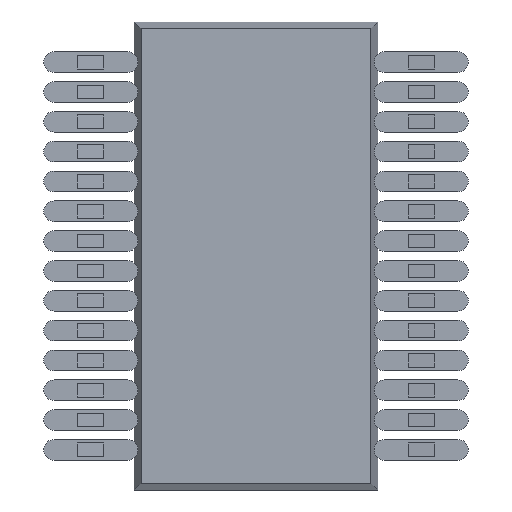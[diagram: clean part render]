
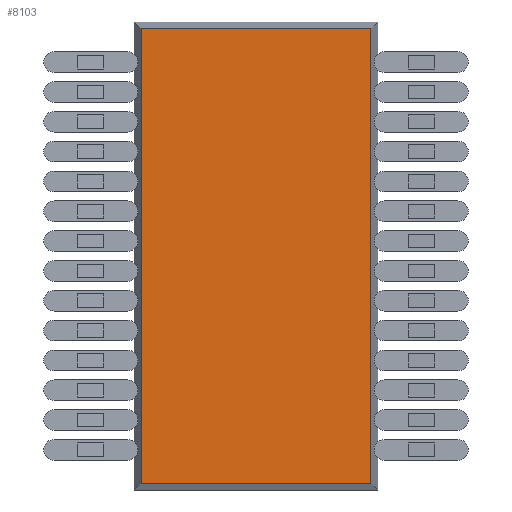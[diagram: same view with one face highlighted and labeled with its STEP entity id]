
A CAD part, front view. The second image highlights one B-rep face of the part: STEP entity #8103.
In plain terms, the highlighted planar face has unit normal (0, -1, 0).
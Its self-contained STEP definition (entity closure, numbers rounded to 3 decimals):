
#2 = DIRECTION ( 'NONE',  ( 0., 0., -1. ) ) ;
#110 = CARTESIAN_POINT ( 'NONE',  ( -2.5, 0.1, 5.1 ) ) ;
#1230 = ORIENTED_EDGE ( 'NONE', *, *, #8119, .F. ) ;
#2495 = LINE ( 'NONE', #17029, #15128 ) ;
#3098 = VECTOR ( 'NONE', #14107, 1000. ) ;
#3970 = VERTEX_POINT ( 'NONE', #4798 ) ;
#4134 = EDGE_CURVE ( 'NONE', #3970, #14498, #20085, .T. ) ;
#4482 = AXIS2_PLACEMENT_3D ( 'NONE', #7567, #12716, #12926 ) ;
#4798 = CARTESIAN_POINT ( 'NONE',  ( -2.5, 0.1, -4.96 ) ) ;
#4802 = CARTESIAN_POINT ( 'NONE',  ( -2.65, 0.1, 4.96 ) ) ;
#6291 = EDGE_LOOP ( 'NONE', ( #18202, #15006, #17381, #1230 ) ) ;
#6392 = FACE_OUTER_BOUND ( 'NONE', #6291, .T. ) ;
#7567 = CARTESIAN_POINT ( 'NONE',  ( 2.5, 0.1, 5.1 ) ) ;
#8103 = ADVANCED_FACE ( 'NONE', ( #6392 ), #19021, .F. ) ;
#8112 = CARTESIAN_POINT ( 'NONE',  ( 2.5, 0.1, -4.96 ) ) ;
#8119 = EDGE_CURVE ( 'NONE', #18655, #8831, #19242, .T. ) ;
#8831 = VERTEX_POINT ( 'NONE', #20227 ) ;
#10688 = VECTOR ( 'NONE', #2, 1000. ) ;
#11396 = EDGE_CURVE ( 'NONE', #8831, #14498, #2495, .T. ) ;
#11872 = LINE ( 'NONE', #110, #10688 ) ;
#12011 = EDGE_CURVE ( 'NONE', #18655, #3970, #11872, .T. ) ;
#12716 = DIRECTION ( 'NONE',  ( 0., 1., 0. ) ) ;
#12926 = DIRECTION ( 'NONE',  ( -1., 0., 0. ) ) ;
#13351 = CARTESIAN_POINT ( 'NONE',  ( -2.65, 0.1, -4.96 ) ) ;
#13934 = DIRECTION ( 'NONE',  ( 0., 0., -1. ) ) ;
#14107 = DIRECTION ( 'NONE',  ( 1., 0., 0. ) ) ;
#14498 = VERTEX_POINT ( 'NONE', #8112 ) ;
#15006 = ORIENTED_EDGE ( 'NONE', *, *, #4134, .T. ) ;
#15128 = VECTOR ( 'NONE', #13934, 1000. ) ;
#15419 = CARTESIAN_POINT ( 'NONE',  ( -2.5, 0.1, 4.96 ) ) ;
#16631 = VECTOR ( 'NONE', #16650, 1000. ) ;
#16650 = DIRECTION ( 'NONE',  ( 1., 0., 0. ) ) ;
#17029 = CARTESIAN_POINT ( 'NONE',  ( 2.5, 0.1, 5.1 ) ) ;
#17381 = ORIENTED_EDGE ( 'NONE', *, *, #11396, .F. ) ;
#18202 = ORIENTED_EDGE ( 'NONE', *, *, #12011, .T. ) ;
#18655 = VERTEX_POINT ( 'NONE', #15419 ) ;
#19021 = PLANE ( 'NONE',  #4482 ) ;
#19242 = LINE ( 'NONE', #4802, #3098 ) ;
#20085 = LINE ( 'NONE', #13351, #16631 ) ;
#20227 = CARTESIAN_POINT ( 'NONE',  ( 2.5, 0.1, 4.96 ) ) ;
